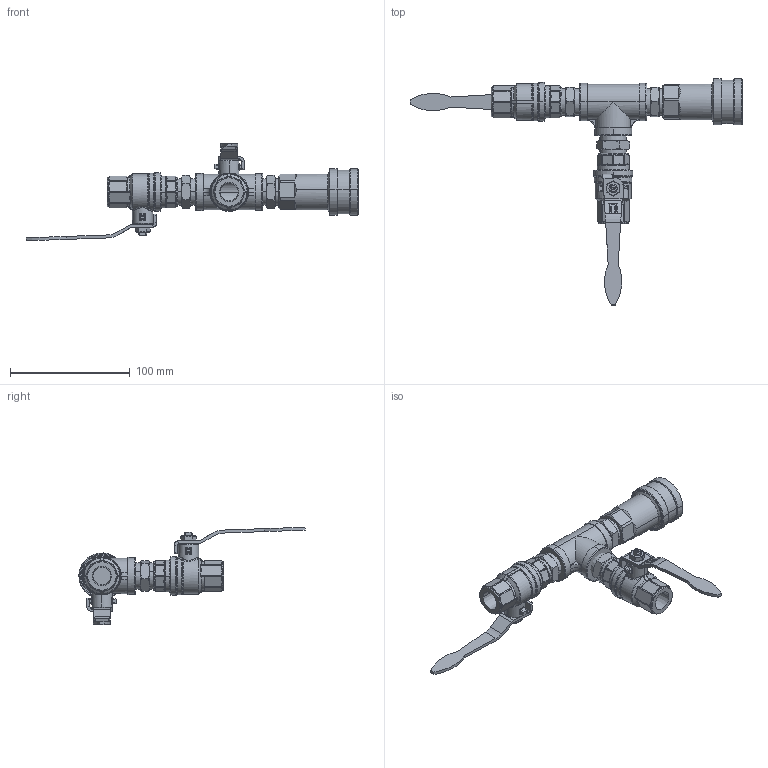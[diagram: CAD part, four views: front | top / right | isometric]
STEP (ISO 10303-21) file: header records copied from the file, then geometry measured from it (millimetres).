
FILE_DESCRIPTION (( 'STEP AP203' ), '1' );
FILE_NAME ('J003435-159_REV_.step', '2025-09-15T04:33:14', ( '' ), ( '' ), 'SwSTEP 2.0', 'SolidWorks 2024', '' );
FILE_SCHEMA (( 'CONFIG_CONTROL_DESIGN' ));
Length unit declared in the file: millimetre
Products named in the file (5): OEM-15NB-HP-T_15NB HYDRAULIC TEE; OEM-15NB-HP-BV_Default-open; OEM-15NB-HP-N_15NB HYDRAULIC NIPPLE; J003435-159_REV_; OEM-QR-15NB-F
Assembly tree (7 placements, depth 2):
  J003435-159_REV_
    OEM-15NB-HP-T_15NB HYDRAULIC TEE
    OEM-15NB-HP-BV_Default-open  x2
    OEM-15NB-HP-N_15NB HYDRAULIC NIPPLE  x3
    OEM-QR-15NB-F
Bounding box: 277.15 x 188.8 x 81.47 mm (x, y, z)
Volume: 154317 mm3; surface area: 67063.4 mm2
Topology: 11 solids, 11 shells, 1459 faces, 3699 edges, 2185 vertices
Faces by surface type: plane 414, bspline 383, cylinder 322, cone 213, torus 74, sphere 53
Entity records: 30250 total; most frequent: CARTESIAN_POINT 12720, ORIENTED_EDGE 3842, DIRECTION 3131, EDGE_CURVE 1921, AXIS2_PLACEMENT_3D 1232, VERTEX_POINT 1181, EDGE_LOOP 838, FACE_OUTER_BOUND 789
